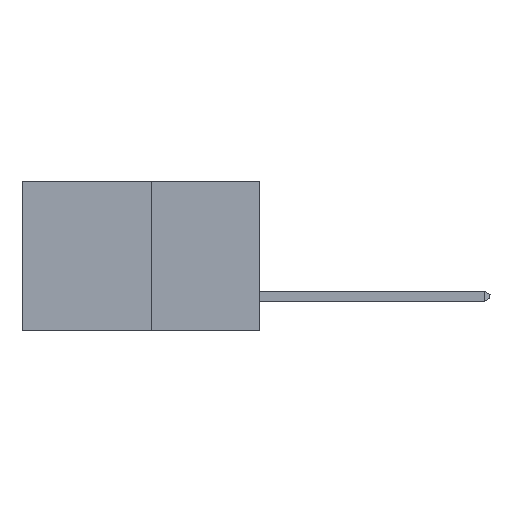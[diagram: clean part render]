
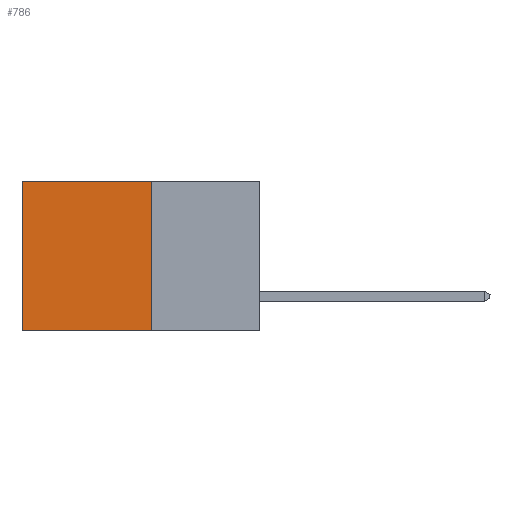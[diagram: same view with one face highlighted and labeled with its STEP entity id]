
A CAD part, left-side view. The second image highlights one B-rep face of the part: STEP entity #786.
In plain terms, the highlighted planar face has unit normal (-1, 0, 0).
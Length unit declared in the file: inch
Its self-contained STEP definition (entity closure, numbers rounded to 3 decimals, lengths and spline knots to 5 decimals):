
#161 = LINE ( 'NONE', #10757, #11343 ) ;
#786 = ADVANCED_FACE ( 'NONE', ( #5498 ), #850, .F. ) ;
#850 = PLANE ( 'NONE',  #901 ) ;
#901 = AXIS2_PLACEMENT_3D ( 'NONE', #3404, #3337, #10951 ) ;
#934 = CARTESIAN_POINT ( 'NONE',  ( 0.277, 0.59, 0. ) ) ;
#1008 = VECTOR ( 'NONE', #4032, 39.37008 ) ;
#1266 = DIRECTION ( 'NONE',  ( 0., 0., -1. ) ) ;
#1952 = EDGE_LOOP ( 'NONE', ( #4052, #9861, #9517, #10185 ) ) ;
#2244 = LINE ( 'NONE', #9739, #8489 ) ;
#3337 = DIRECTION ( 'NONE',  ( 1., 0., 0. ) ) ;
#3404 = CARTESIAN_POINT ( 'NONE',  ( 0.277, 0.27, -0.37 ) ) ;
#3420 = EDGE_CURVE ( 'NONE', #4487, #10103, #12359, .T. ) ;
#3494 = VERTEX_POINT ( 'NONE', #934 ) ;
#4032 = DIRECTION ( 'NONE',  ( 0., 1., 0. ) ) ;
#4052 = ORIENTED_EDGE ( 'NONE', *, *, #8300, .T. ) ;
#4298 = EDGE_CURVE ( 'NONE', #8895, #4487, #2244, .T. ) ;
#4487 = VERTEX_POINT ( 'NONE', #11626 ) ;
#5498 = FACE_OUTER_BOUND ( 'NONE', #1952, .T. ) ;
#7597 = CARTESIAN_POINT ( 'NONE',  ( 0.277, 0.59, -0.37 ) ) ;
#7777 = EDGE_CURVE ( 'NONE', #8895, #3494, #9567, .T. ) ;
#8300 = EDGE_CURVE ( 'NONE', #3494, #10103, #161, .T. ) ;
#8489 = VECTOR ( 'NONE', #1266, 39.37008 ) ;
#8895 = VERTEX_POINT ( 'NONE', #13385 ) ;
#9169 = DIRECTION ( 'NONE',  ( 0., 1., 0. ) ) ;
#9517 = ORIENTED_EDGE ( 'NONE', *, *, #4298, .F. ) ;
#9551 = CARTESIAN_POINT ( 'NONE',  ( 0.277, 0.27, 0. ) ) ;
#9567 = LINE ( 'NONE', #9551, #1008 ) ;
#9739 = CARTESIAN_POINT ( 'NONE',  ( 0.277, 0.27, -0.37 ) ) ;
#9861 = ORIENTED_EDGE ( 'NONE', *, *, #3420, .F. ) ;
#10103 = VERTEX_POINT ( 'NONE', #7597 ) ;
#10185 = ORIENTED_EDGE ( 'NONE', *, *, #7777, .T. ) ;
#10219 = VECTOR ( 'NONE', #9169, 39.37008 ) ;
#10757 = CARTESIAN_POINT ( 'NONE',  ( 0.277, 0.59, -0.37 ) ) ;
#10951 = DIRECTION ( 'NONE',  ( 0., 0., -1. ) ) ;
#11343 = VECTOR ( 'NONE', #12584, 39.37008 ) ;
#11626 = CARTESIAN_POINT ( 'NONE',  ( 0.277, 0.27, -0.37 ) ) ;
#12359 = LINE ( 'NONE', #13406, #10219 ) ;
#12584 = DIRECTION ( 'NONE',  ( 0., 0., -1. ) ) ;
#13385 = CARTESIAN_POINT ( 'NONE',  ( 0.277, 0.27, 0. ) ) ;
#13406 = CARTESIAN_POINT ( 'NONE',  ( 0.277, 0.27, -0.37 ) ) ;
